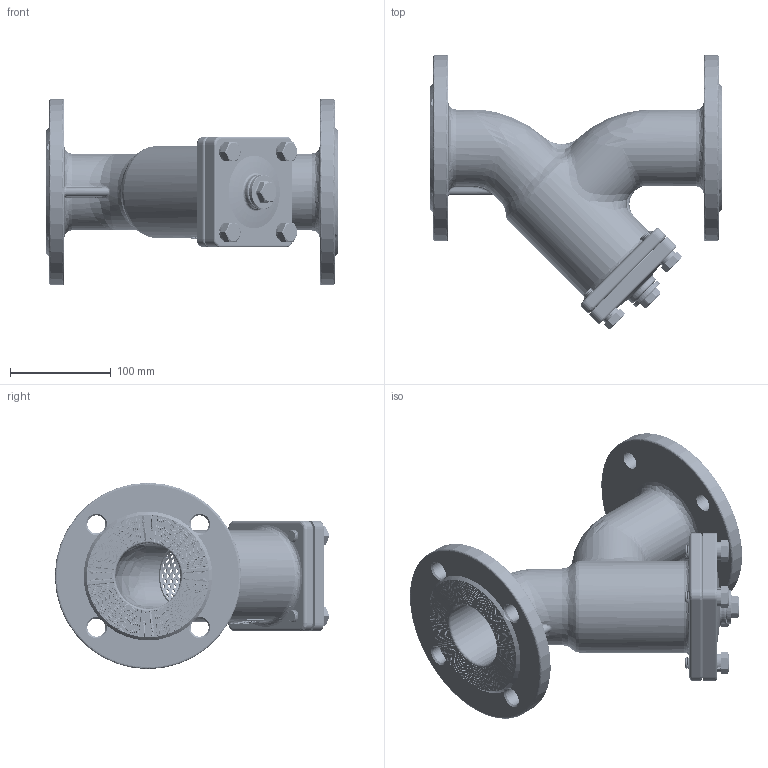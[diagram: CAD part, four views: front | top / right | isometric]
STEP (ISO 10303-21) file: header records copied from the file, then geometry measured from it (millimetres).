
FILE_DESCRIPTION (( 'STEP AP203' ), '1' );
FILE_NAME ('Series YS PN16 DN65.STEP', '2019-04-15T08:14:23', ( '' ), ( '' ), 'SwSTEP 2.0', 'SolidWorks 2013', '' );
FILE_SCHEMA (( 'CONFIG_CONTROL_DESIGN' ));
Length unit declared in the file: millimetre
Products named in the file (1): Series YS PN16 DN65
Bounding box: 290 x 272.46 x 185 mm (x, y, z)
Surface area: 410060.1 mm2 (no closed solid volume)
Topology: 0 solids, 16 shells, 3034 faces, 8463 edges, 5526 vertices
Faces by surface type: cylinder 1718, bspline 534, cone 530, plane 248, torus 4
Entity records: 304699 total; most frequent: CARTESIAN_POINT 236378, ORIENTED_EDGE 16910, DIRECTION 8663, EDGE_CURVE 8461, VERTEX_POINT 5526, B_SPLINE_CURVE_WITH_KNOTS 5331, EDGE_LOOP 4468, AXIS2_PLACEMENT_3D 3173
